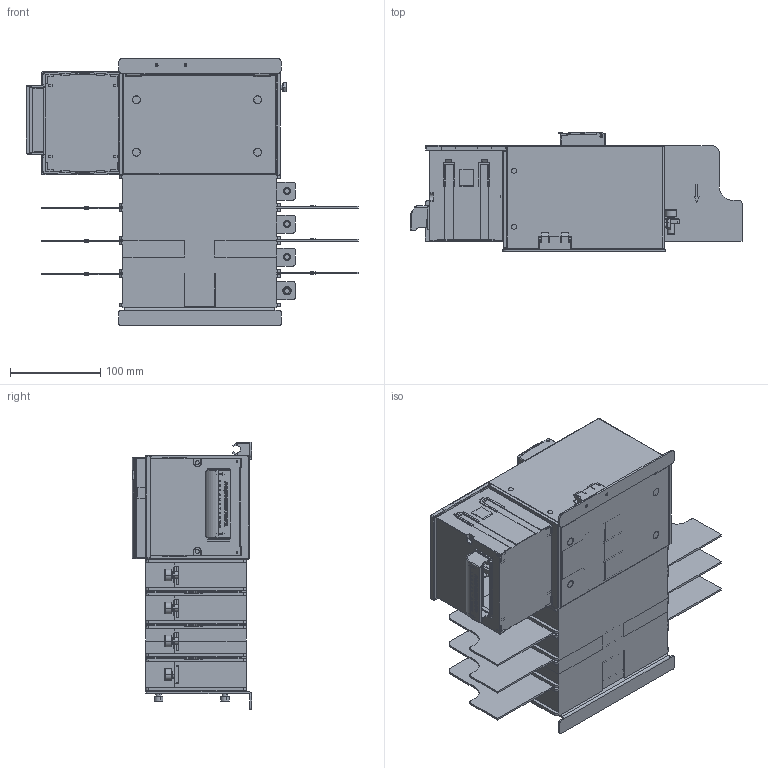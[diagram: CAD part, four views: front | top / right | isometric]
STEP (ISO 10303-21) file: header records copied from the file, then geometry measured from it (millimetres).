
FILE_DESCRIPTION((''),'2;1');
FILE_NAME('25970169P07','2024-04-03T',('youjie.zhu'),(''),'PRO/ENGINEER BY PARAMETRIC TECHNOLOGY CORPORATION, 2015440','PRO/ENGINEER BY PARAMETRIC TECHNOLOGY CORPORATION, 2015440','');
FILE_SCHEMA(('CONFIG_CONTROL_DESIGN'));
Products named in the file (1): 25970169P07
Bounding box: 367.3 x 131.98 x 296.42 mm (x, y, z)
Volume: 1525047.8 mm3; surface area: 950105 mm2
Topology: 7 solids, 9 shells, 5685 faces, 15940 edges, 10432 vertices
Faces by surface type: plane 4137, cylinder 1037, torus 219, extrusion 147, cone 80, bspline 43, sphere 22
Entity records: 191404 total; most frequent: CARTESIAN_POINT 43404, ORIENTED_EDGE 31814, DIRECTION 29133, EDGE_CURVE 15907, VECTOR 12679, LINE 12532, VERTEX_POINT 10432, AXIS2_PLACEMENT_3D 8227
